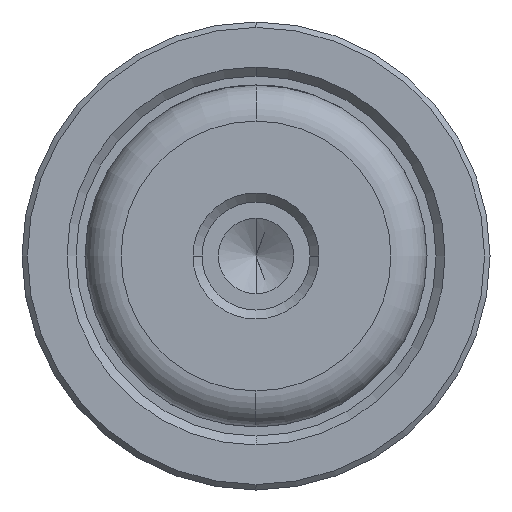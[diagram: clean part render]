
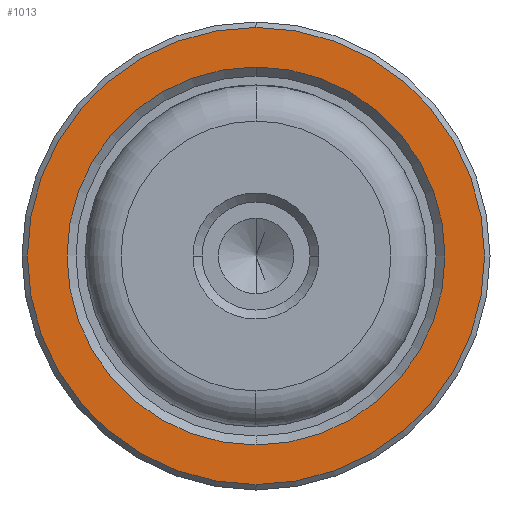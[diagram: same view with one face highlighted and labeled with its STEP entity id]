
A CAD part, left-side view. The second image highlights one B-rep face of the part: STEP entity #1013.
In plain terms, the highlighted planar face has unit normal (-1, 0, 0).
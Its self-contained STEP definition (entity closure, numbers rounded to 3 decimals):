
#96 = EDGE_CURVE ( 'NONE', #1904, #2211, #1522, .T. ) ;
#100 = DIRECTION ( 'NONE',  ( 1., 0., 0. ) ) ;
#109 = CARTESIAN_POINT ( 'NONE',  ( 20., 0., 0. ) ) ;
#138 = DIRECTION ( 'NONE',  ( -1., 0., 0. ) ) ;
#290 = DIRECTION ( 'NONE',  ( 0., 0., 1. ) ) ;
#338 = CARTESIAN_POINT ( 'NONE',  ( 20., -9.5, 0. ) ) ;
#437 = AXIS2_PLACEMENT_3D ( 'NONE', #109, #1396, #290 ) ;
#520 = VERTEX_POINT ( 'NONE', #2162 ) ;
#547 = CARTESIAN_POINT ( 'NONE',  ( 20., 0., 12.7 ) ) ;
#569 = AXIS2_PLACEMENT_3D ( 'NONE', #640, #1924, #835 ) ;
#640 = CARTESIAN_POINT ( 'NONE',  ( 20., 0., 0. ) ) ;
#652 = ORIENTED_EDGE ( 'NONE', *, *, #96, .T. ) ;
#662 = EDGE_LOOP ( 'NONE', ( #940, #856 ) ) ;
#690 = AXIS2_PLACEMENT_3D ( 'NONE', #1200, #100, #1389 ) ;
#835 = DIRECTION ( 'NONE',  ( 0., 0., -1. ) ) ;
#856 = ORIENTED_EDGE ( 'NONE', *, *, #2242, .T. ) ;
#859 = FACE_OUTER_BOUND ( 'NONE', #1624, .T. ) ;
#940 = ORIENTED_EDGE ( 'NONE', *, *, #1223, .T. ) ;
#1013 = ADVANCED_FACE ( 'NONE', ( #859, #1330 ), #1815, .T. ) ;
#1096 = AXIS2_PLACEMENT_3D ( 'NONE', #338, #2359, #1268 ) ;
#1200 = CARTESIAN_POINT ( 'NONE',  ( 20., 0., 0. ) ) ;
#1223 = EDGE_CURVE ( 'NONE', #520, #1793, #2358, .T. ) ;
#1231 = CARTESIAN_POINT ( 'NONE',  ( 20., 0., -10.5 ) ) ;
#1242 = CARTESIAN_POINT ( 'NONE',  ( 20., 0., 0. ) ) ;
#1266 = EDGE_CURVE ( 'NONE', #2211, #1904, #1822, .T. ) ;
#1268 = DIRECTION ( 'NONE',  ( 0., 0., 1. ) ) ;
#1330 = FACE_BOUND ( 'NONE', #662, .T. ) ;
#1358 = CARTESIAN_POINT ( 'NONE',  ( 20., 0., -12.7 ) ) ;
#1389 = DIRECTION ( 'NONE',  ( 0., 0., -1. ) ) ;
#1396 = DIRECTION ( 'NONE',  ( -1., 0., 0. ) ) ;
#1426 = DIRECTION ( 'NONE',  ( 0., 0., 1. ) ) ;
#1522 = CIRCLE ( 'NONE', #1663, 12.7 ) ;
#1606 = ORIENTED_EDGE ( 'NONE', *, *, #1266, .T. ) ;
#1624 = EDGE_LOOP ( 'NONE', ( #1606, #652 ) ) ;
#1663 = AXIS2_PLACEMENT_3D ( 'NONE', #1242, #138, #1426 ) ;
#1793 = VERTEX_POINT ( 'NONE', #1231 ) ;
#1815 = PLANE ( 'NONE',  #1096 ) ;
#1822 = CIRCLE ( 'NONE', #437, 12.7 ) ;
#1904 = VERTEX_POINT ( 'NONE', #547 ) ;
#1924 = DIRECTION ( 'NONE',  ( 1., 0., 0. ) ) ;
#2162 = CARTESIAN_POINT ( 'NONE',  ( 20., 0., 10.5 ) ) ;
#2211 = VERTEX_POINT ( 'NONE', #1358 ) ;
#2224 = CIRCLE ( 'NONE', #569, 10.5 ) ;
#2242 = EDGE_CURVE ( 'NONE', #1793, #520, #2224, .T. ) ;
#2358 = CIRCLE ( 'NONE', #690, 10.5 ) ;
#2359 = DIRECTION ( 'NONE',  ( -1., 0., 0. ) ) ;
